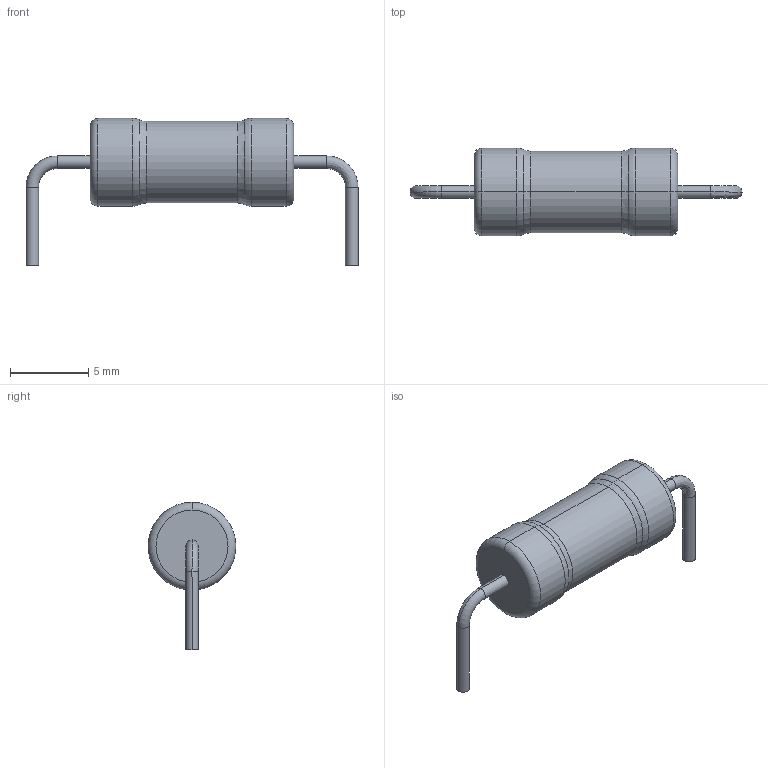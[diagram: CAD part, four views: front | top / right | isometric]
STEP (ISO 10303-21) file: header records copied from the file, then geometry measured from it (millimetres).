
FILE_DESCRIPTION((''),'2;1');
FILE_NAME('RES_WELWYN_W31.stp','2013-01-16T09:48:00',(''),(''),'Mechanical Desktop 2011','Mechanical Desktop 2011',', , ');
FILE_SCHEMA(('AUTOMOTIVE_DESIGN { 1 2 10303 214 1 1 1 1 }'));
Length unit declared in the file: millimetre
Products named in the file (1): Product
Bounding box: 21.18 x 5.6 x 9.4 mm (x, y, z)
Volume: 305.4 mm3; surface area: 313.1 mm2
Topology: 3 solids, 3 shells, 36 faces, 70 edges, 40 vertices
Faces by surface type: bspline 11, torus 10, cylinder 10, plane 5
Entity records: 1200 total; most frequent: CARTESIAN_POINT 410, DIRECTION 178, ORIENTED_EDGE 140, AXIS2_PLACEMENT_3D 82, EDGE_CURVE 70, CIRCLE 56, VERTEX_POINT 40, EDGE_LOOP 36
